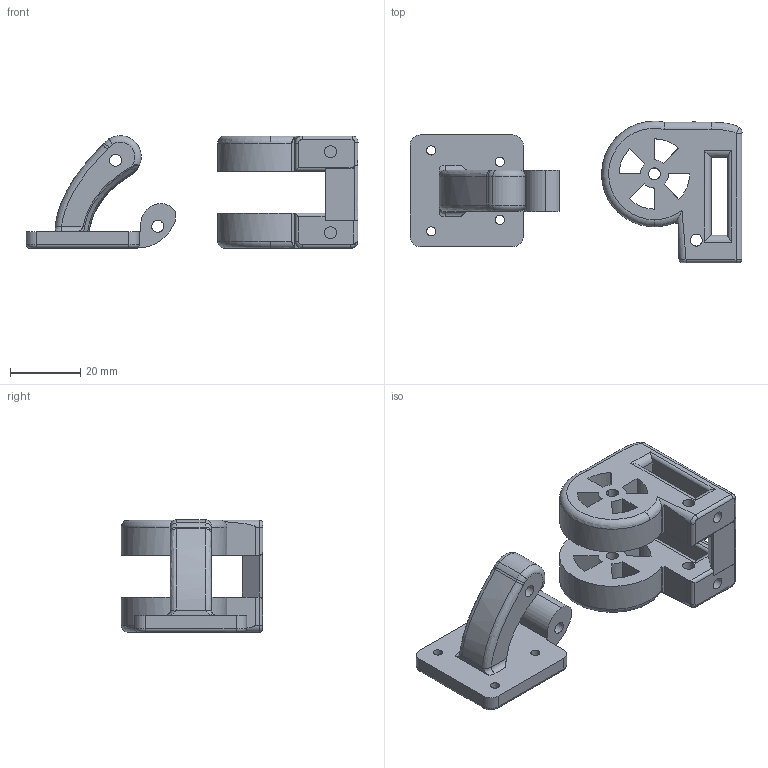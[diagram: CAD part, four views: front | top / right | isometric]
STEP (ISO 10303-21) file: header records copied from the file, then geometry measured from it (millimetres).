
FILE_DESCRIPTION(('HOOPS Exchange Step'),'2;1');
FILE_NAME('temp_export','2024-04-07T13:21:58+02:00',('mobile'),('Shapr3D Limited'),'HOOPS Exchange 2023.2','Shapr3D','Authorized');
FILE_SCHEMA( ('AUTOMOTIVE_DESIGN { 1 0 10303 214 1 1 1 1 }') );
Length unit declared in the file: millimetre
Products named in the file (1): root
Bounding box: 94.37 x 40.27 x 31.99 mm (x, y, z)
Volume: 28986.6 mm3; surface area: 15110 mm2
Topology: 2 solids, 2 shells, 251 faces, 694 edges, 448 vertices
Faces by surface type: cylinder 101, plane 86, bspline 43, torus 18, sphere 3
Full cylindrical faces by diameter (mm): 2.6 x4, 3.4 x9
Entity records: 17546 total; most frequent: CARTESIAN_POINT 11215, ORIENTED_EDGE 1384, DIRECTION 1220, EDGE_CURVE 692, AXIS2_PLACEMENT_3D 453, VERTEX_POINT 448, VECTOR 314, LINE 314
